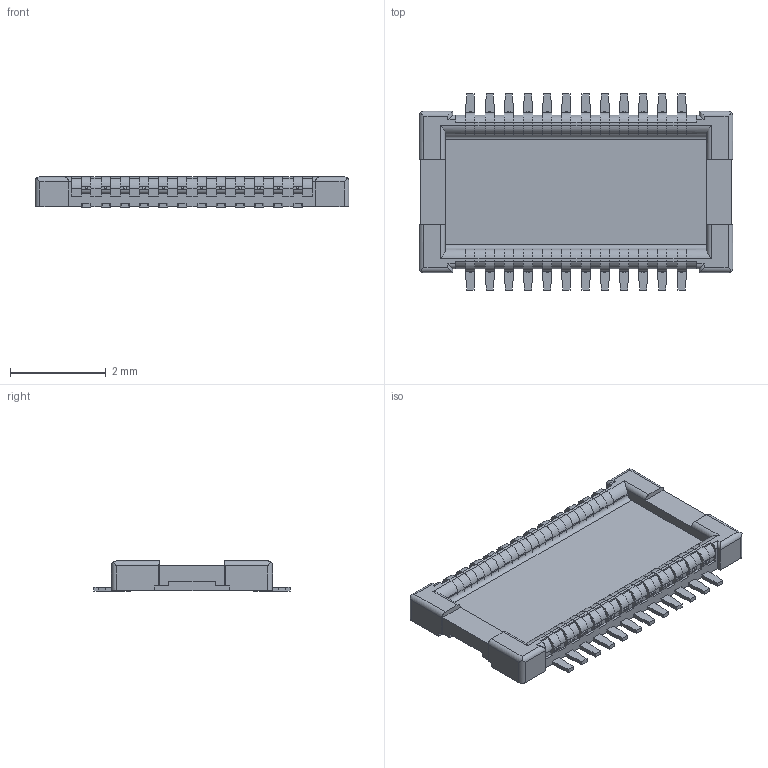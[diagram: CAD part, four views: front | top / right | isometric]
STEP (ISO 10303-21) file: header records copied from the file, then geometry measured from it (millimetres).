
FILE_DESCRIPTION(/* description */ ('Unknown'),/* implementation_level */ '2;1');
FILE_NAME(/* name */ '658460821024',/* time_stamp */ '2024-04-25T10:43:34+02:00',/* author */ ('Unknown'),/* organization */ ('Unknown'),/* preprocessor_version */ 'ST-DEVELOPER v18.102',/* originating_system */ 'Solid Edge',/* authorisation */ 'Unknown');
FILE_SCHEMA (('AUTOMOTIVE_DESIGN {1 0 10303 214 3 1 1}'));
Length unit declared in the file: millimetre
Products named in the file (3): 658460821xxx; 658460821024; 658460821xxx_Pin
Assembly tree (25 placements, depth 2):
  658460821xxx
    658460821024
    658460821xxx_Pin  x24
Bounding box: 6.54 x 4.1 x 0.63 mm (x, y, z)
Volume: 8.8 mm3; surface area: 91.5 mm2
Topology: 25 solids, 25 shells, 1296 faces, 3694 edges, 2424 vertices
Faces by surface type: plane 1002, cylinder 294
Entity records: 21332 total; most frequent: CARTESIAN_POINT 3803, ORIENTED_EDGE 3800, DIRECTION 3464, EDGE_CURVE 1900, LINE 1638, VECTOR 1638, VERTEX_POINT 1228, AXIS2_PLACEMENT_3D 913
